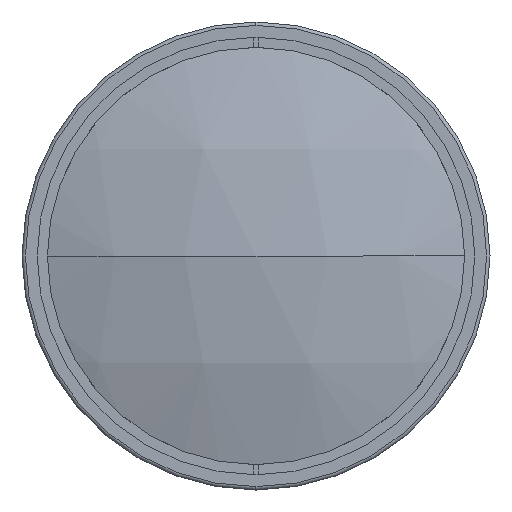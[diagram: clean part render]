
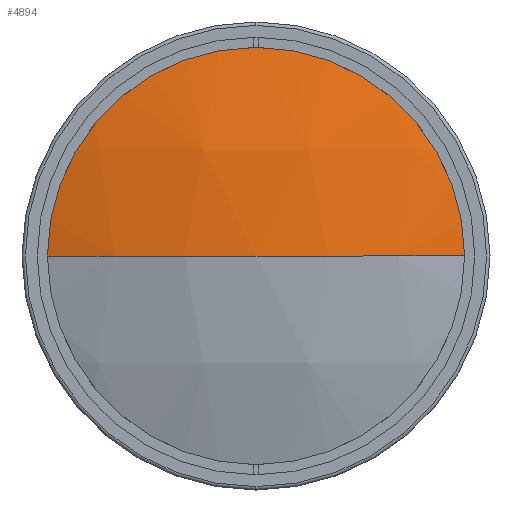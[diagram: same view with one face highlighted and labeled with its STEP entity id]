
A CAD part, left-side view. The second image highlights one B-rep face of the part: STEP entity #4894.
In plain terms, the highlighted spherical face has radius 204.393 mm.
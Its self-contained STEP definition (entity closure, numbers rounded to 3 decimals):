
#15 = EDGE_LOOP ( 'NONE', ( #5705, #3316, #832 ) ) ;
#113 = CARTESIAN_POINT ( 'NONE',  ( 9.677, 0., 0. ) ) ;
#475 = DIRECTION ( 'NONE',  ( 0., 0., 1. ) ) ;
#625 = DIRECTION ( 'NONE',  ( 0., 0., -1. ) ) ;
#723 = AXIS2_PLACEMENT_3D ( 'NONE', #2643, #2559, #4269 ) ;
#832 = ORIENTED_EDGE ( 'NONE', *, *, #5963, .F. ) ;
#1071 = CARTESIAN_POINT ( 'NONE',  ( 204.393, 0., 0. ) ) ;
#1319 = DIRECTION ( 'NONE',  ( 0., 0., -1. ) ) ;
#1769 = SPHERICAL_SURFACE ( 'NONE', #723, 204.393 ) ;
#1978 = VERTEX_POINT ( 'NONE', #2573 ) ;
#2075 = EDGE_CURVE ( 'NONE', #4034, #1978, #2849, .T. ) ;
#2559 = DIRECTION ( 'NONE',  ( 0., 0., 1. ) ) ;
#2573 = CARTESIAN_POINT ( 'NONE',  ( 9.677, -62.146, 0. ) ) ;
#2643 = CARTESIAN_POINT ( 'NONE',  ( 204.393, 0., 0. ) ) ;
#2849 = CIRCLE ( 'NONE', #4555, 204.393 ) ;
#3316 = ORIENTED_EDGE ( 'NONE', *, *, #2075, .T. ) ;
#3628 = VERTEX_POINT ( 'NONE', #4145 ) ;
#3838 = DIRECTION ( 'NONE',  ( 1., 0., 0. ) ) ;
#4034 = VERTEX_POINT ( 'NONE', #5660 ) ;
#4145 = CARTESIAN_POINT ( 'NONE',  ( 9.677, 62.146, 0. ) ) ;
#4269 = DIRECTION ( 'NONE',  ( 0., 1., 0. ) ) ;
#4524 = CARTESIAN_POINT ( 'NONE',  ( 204.393, 0., 0. ) ) ;
#4555 = AXIS2_PLACEMENT_3D ( 'NONE', #1071, #475, #4805 ) ;
#4605 = FACE_OUTER_BOUND ( 'NONE', #15, .T. ) ;
#4805 = DIRECTION ( 'NONE',  ( 0., -1., 0. ) ) ;
#4894 = ADVANCED_FACE ( 'NONE', ( #4605 ), #1769, .T. ) ;
#5070 = DIRECTION ( 'NONE',  ( -1., 0., 0. ) ) ;
#5197 = EDGE_CURVE ( 'NONE', #4034, #3628, #6383, .T. ) ;
#5660 = CARTESIAN_POINT ( 'NONE',  ( 0., 0., 0. ) ) ;
#5705 = ORIENTED_EDGE ( 'NONE', *, *, #5197, .F. ) ;
#5963 = EDGE_CURVE ( 'NONE', #3628, #1978, #6206, .T. ) ;
#6103 = AXIS2_PLACEMENT_3D ( 'NONE', #4524, #1319, #5070 ) ;
#6206 = CIRCLE ( 'NONE', #6416, 62.146 ) ;
#6383 = CIRCLE ( 'NONE', #6103, 204.393 ) ;
#6416 = AXIS2_PLACEMENT_3D ( 'NONE', #113, #3838, #625 ) ;
